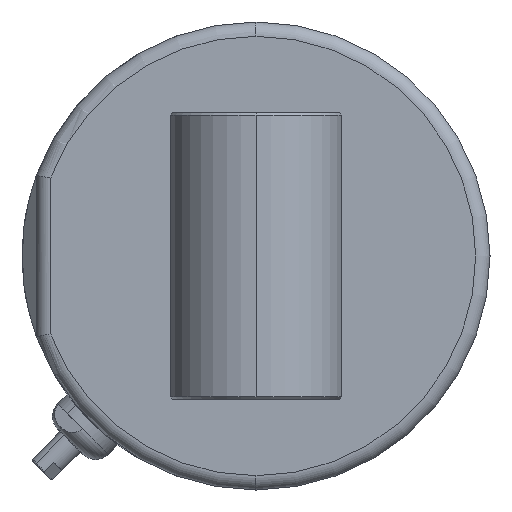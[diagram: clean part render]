
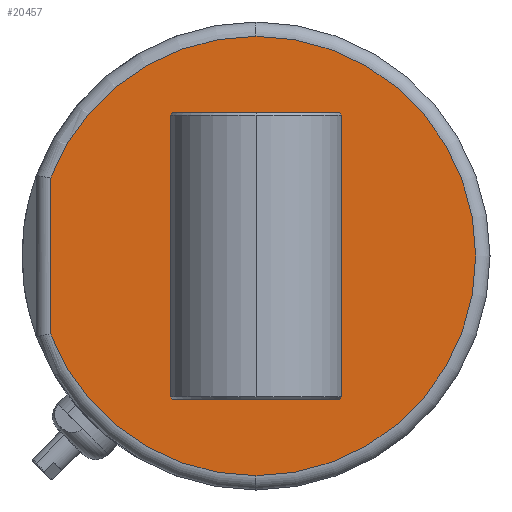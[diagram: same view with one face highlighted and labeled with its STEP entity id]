
A CAD part, left-side view. The second image highlights one B-rep face of the part: STEP entity #20457.
In plain terms, the highlighted planar face has unit normal (-1, 0, 0).
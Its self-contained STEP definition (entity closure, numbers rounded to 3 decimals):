
#1162 = EDGE_CURVE ( 'NONE', #5644, #27585, #18137, .T. ) ;
#1357 = ORIENTED_EDGE ( 'NONE', *, *, #20610, .T. ) ;
#1823 = ORIENTED_EDGE ( 'NONE', *, *, #14398, .T. ) ;
#1898 = ORIENTED_EDGE ( 'NONE', *, *, #8263, .F. ) ;
#2023 = ORIENTED_EDGE ( 'NONE', *, *, #1162, .T. ) ;
#2033 = CARTESIAN_POINT ( 'NONE',  ( -53.5, 11.7, 20. ) ) ;
#2651 = CARTESIAN_POINT ( 'NONE',  ( -53.5, -11.7, -20. ) ) ;
#2970 = CARTESIAN_POINT ( 'NONE',  ( -53.5, -12., 20. ) ) ;
#3412 = CARTESIAN_POINT ( 'NONE',  ( -53.5, 28.7, 10.9 ) ) ;
#4068 = AXIS2_PLACEMENT_3D ( 'NONE', #8707, #22053, #19011 ) ;
#4210 = CARTESIAN_POINT ( 'NONE',  ( -53.5, -15.85, 15.85 ) ) ;
#4854 = CARTESIAN_POINT ( 'NONE',  ( -53.5, 0., 30.7 ) ) ;
#4875 = ORIENTED_EDGE ( 'NONE', *, *, #27138, .T. ) ;
#5017 = VECTOR ( 'NONE', #8577, 1000. ) ;
#5038 = CARTESIAN_POINT ( 'NONE',  ( -53.5, 0., 0. ) ) ;
#5614 = LINE ( 'NONE', #16114, #19073 ) ;
#5644 = VERTEX_POINT ( 'NONE', #7533 ) ;
#5974 = EDGE_CURVE ( 'NONE', #9607, #24682, #5614, .T. ) ;
#6304 = CIRCLE ( 'NONE', #4068, 30.7 ) ;
#6646 = CIRCLE ( 'NONE', #16368, 30.7 ) ;
#7483 = DIRECTION ( 'NONE',  ( 0., -0.707, 0.707 ) ) ;
#7533 = CARTESIAN_POINT ( 'NONE',  ( -53.5, 12., 19.7 ) ) ;
#7770 = ORIENTED_EDGE ( 'NONE', *, *, #26926, .T. ) ;
#7782 = DIRECTION ( 'NONE',  ( 0., 0., -1. ) ) ;
#8263 = EDGE_CURVE ( 'NONE', #9446, #27585, #26203, .T. ) ;
#8356 = ORIENTED_EDGE ( 'NONE', *, *, #27284, .T. ) ;
#8577 = DIRECTION ( 'NONE',  ( 0., 0., -1. ) ) ;
#8683 = DIRECTION ( 'NONE',  ( 0., 1., 0. ) ) ;
#8707 = CARTESIAN_POINT ( 'NONE',  ( -53.5, 0., 0. ) ) ;
#9228 = DIRECTION ( 'NONE',  ( -1., 0., 0. ) ) ;
#9280 = VECTOR ( 'NONE', #7483, 1000. ) ;
#9446 = VERTEX_POINT ( 'NONE', #22652 ) ;
#9607 = VERTEX_POINT ( 'NONE', #2651 ) ;
#9685 = ORIENTED_EDGE ( 'NONE', *, *, #5974, .T. ) ;
#9896 = CARTESIAN_POINT ( 'NONE',  ( -53.5, 0., 0. ) ) ;
#10198 = CARTESIAN_POINT ( 'NONE',  ( -53.5, 15.85, 15.85 ) ) ;
#10659 = VECTOR ( 'NONE', #7782, 1000. ) ;
#11144 = ORIENTED_EDGE ( 'NONE', *, *, #28237, .F. ) ;
#11240 = VECTOR ( 'NONE', #12996, 1000. ) ;
#11358 = EDGE_LOOP ( 'NONE', ( #18093, #8356, #30056, #1823 ) ) ;
#11432 = CARTESIAN_POINT ( 'NONE',  ( -53.5, -15.85, -15.85 ) ) ;
#11685 = LINE ( 'NONE', #4210, #32308 ) ;
#11918 = CARTESIAN_POINT ( 'NONE',  ( -53.5, 0., 0. ) ) ;
#12137 = CARTESIAN_POINT ( 'NONE',  ( -53.5, 15.85, -15.85 ) ) ;
#12848 = DIRECTION ( 'NONE',  ( 1., 0., 0. ) ) ;
#12996 = DIRECTION ( 'NONE',  ( 0., 1., 0. ) ) ;
#13451 = CARTESIAN_POINT ( 'NONE',  ( -53.5, 12., -19.7 ) ) ;
#13846 = CARTESIAN_POINT ( 'NONE',  ( -53.5, -12., 20. ) ) ;
#13884 = VERTEX_POINT ( 'NONE', #3412 ) ;
#14398 = EDGE_CURVE ( 'NONE', #13884, #30333, #18427, .T. ) ;
#14549 = DIRECTION ( 'NONE',  ( 0., -0.707, -0.707 ) ) ;
#14614 = CARTESIAN_POINT ( 'NONE',  ( -53.5, 11.7, -20. ) ) ;
#15274 = AXIS2_PLACEMENT_3D ( 'NONE', #11918, #9228, #19529 ) ;
#15616 = EDGE_CURVE ( 'NONE', #30333, #33547, #6304, .T. ) ;
#16114 = CARTESIAN_POINT ( 'NONE',  ( -53.5, -12., -20. ) ) ;
#16368 = AXIS2_PLACEMENT_3D ( 'NONE', #9896, #28508, #20368 ) ;
#16370 = CIRCLE ( 'NONE', #15274, 30.7 ) ;
#16776 = EDGE_LOOP ( 'NONE', ( #11144, #2023, #1898, #26946, #1357, #4875, #9685, #7770 ) ) ;
#16906 = VECTOR ( 'NONE', #19544, 1000. ) ;
#17105 = VERTEX_POINT ( 'NONE', #4854 ) ;
#17559 = VERTEX_POINT ( 'NONE', #13451 ) ;
#17590 = FACE_BOUND ( 'NONE', #16776, .T. ) ;
#18093 = ORIENTED_EDGE ( 'NONE', *, *, #15616, .T. ) ;
#18137 = LINE ( 'NONE', #10198, #9280 ) ;
#18427 = LINE ( 'NONE', #26058, #10659 ) ;
#19011 = DIRECTION ( 'NONE',  ( 0., 0., -1. ) ) ;
#19073 = VECTOR ( 'NONE', #8683, 1000. ) ;
#19529 = DIRECTION ( 'NONE',  ( 0., 0., -1. ) ) ;
#19544 = DIRECTION ( 'NONE',  ( 0., 0.707, -0.707 ) ) ;
#19866 = CARTESIAN_POINT ( 'NONE',  ( -53.5, -12., 19.7 ) ) ;
#20206 = EDGE_CURVE ( 'NONE', #9446, #24731, #11685, .T. ) ;
#20368 = DIRECTION ( 'NONE',  ( 0., 0., -1. ) ) ;
#20457 = ADVANCED_FACE ( 'NONE', ( #28253, #17590 ), #27918, .F. ) ;
#20610 = EDGE_CURVE ( 'NONE', #24731, #21701, #24170, .T. ) ;
#21701 = VERTEX_POINT ( 'NONE', #22248 ) ;
#22053 = DIRECTION ( 'NONE',  ( -1., 0., 0. ) ) ;
#22241 = LINE ( 'NONE', #11432, #16906 ) ;
#22248 = CARTESIAN_POINT ( 'NONE',  ( -53.5, -12., -19.7 ) ) ;
#22534 = AXIS2_PLACEMENT_3D ( 'NONE', #5038, #12848, #26880 ) ;
#22652 = CARTESIAN_POINT ( 'NONE',  ( -53.5, -11.7, 20. ) ) ;
#24002 = DIRECTION ( 'NONE',  ( 0., 0., -1. ) ) ;
#24170 = LINE ( 'NONE', #13846, #25236 ) ;
#24682 = VERTEX_POINT ( 'NONE', #14614 ) ;
#24731 = VERTEX_POINT ( 'NONE', #19866 ) ;
#24777 = EDGE_CURVE ( 'NONE', #17105, #13884, #16370, .T. ) ;
#24997 = LINE ( 'NONE', #12137, #29355 ) ;
#25236 = VECTOR ( 'NONE', #24002, 1000. ) ;
#25490 = CARTESIAN_POINT ( 'NONE',  ( -53.5, 28.7, -10.9 ) ) ;
#26058 = CARTESIAN_POINT ( 'NONE',  ( -53.5, 28.7, 0. ) ) ;
#26203 = LINE ( 'NONE', #2970, #11240 ) ;
#26880 = DIRECTION ( 'NONE',  ( 0., 0., -1. ) ) ;
#26926 = EDGE_CURVE ( 'NONE', #24682, #17559, #24997, .T. ) ;
#26946 = ORIENTED_EDGE ( 'NONE', *, *, #20206, .T. ) ;
#27138 = EDGE_CURVE ( 'NONE', #21701, #9607, #22241, .T. ) ;
#27284 = EDGE_CURVE ( 'NONE', #33547, #17105, #6646, .T. ) ;
#27585 = VERTEX_POINT ( 'NONE', #2033 ) ;
#27918 = PLANE ( 'NONE',  #22534 ) ;
#28237 = EDGE_CURVE ( 'NONE', #5644, #17559, #29232, .T. ) ;
#28253 = FACE_OUTER_BOUND ( 'NONE', #11358, .T. ) ;
#28508 = DIRECTION ( 'NONE',  ( -1., 0., 0. ) ) ;
#29232 = LINE ( 'NONE', #31779, #5017 ) ;
#29355 = VECTOR ( 'NONE', #30268, 1000. ) ;
#30056 = ORIENTED_EDGE ( 'NONE', *, *, #24777, .T. ) ;
#30268 = DIRECTION ( 'NONE',  ( 0., 0.707, 0.707 ) ) ;
#30333 = VERTEX_POINT ( 'NONE', #25490 ) ;
#30339 = CARTESIAN_POINT ( 'NONE',  ( -53.5, 0., -30.7 ) ) ;
#31779 = CARTESIAN_POINT ( 'NONE',  ( -53.5, 12., 20. ) ) ;
#32308 = VECTOR ( 'NONE', #14549, 1000. ) ;
#33547 = VERTEX_POINT ( 'NONE', #30339 ) ;
